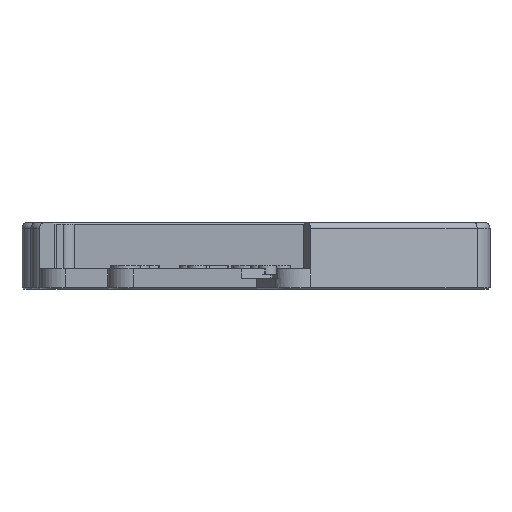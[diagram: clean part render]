
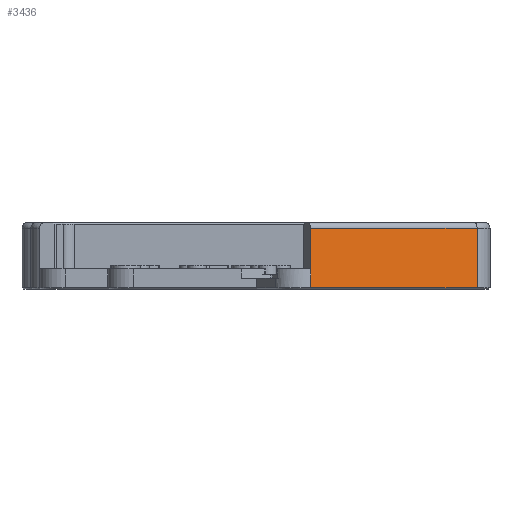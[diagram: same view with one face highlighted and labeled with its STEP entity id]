
A CAD part, left-side view. The second image highlights one B-rep face of the part: STEP entity #3436.
In plain terms, the highlighted planar face has unit normal (-0.866, -0.5, 0).
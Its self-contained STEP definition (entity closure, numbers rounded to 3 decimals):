
#349=FACE_OUTER_BOUND('',#569,.T.);
#569=EDGE_LOOP('',(#2392,#2393,#2394,#2395,#2396));
#814=LINE('',#5210,#1138);
#856=LINE('',#5339,#1180);
#857=LINE('',#5341,#1181);
#858=LINE('',#5343,#1182);
#859=LINE('',#5344,#1183);
#1138=VECTOR('',#4071,10.);
#1180=VECTOR('',#4201,10.);
#1181=VECTOR('',#4202,10.);
#1182=VECTOR('',#4203,10.);
#1183=VECTOR('',#4204,10.);
#1466=VERTEX_POINT('',#5200);
#1468=VERTEX_POINT('',#5206);
#1504=VERTEX_POINT('',#5338);
#1505=VERTEX_POINT('',#5340);
#1506=VERTEX_POINT('',#5342);
#1785=EDGE_CURVE('',#1466,#1468,#814,.T.);
#1849=EDGE_CURVE('',#1504,#1466,#856,.T.);
#1850=EDGE_CURVE('',#1505,#1504,#857,.T.);
#1851=EDGE_CURVE('',#1505,#1506,#858,.T.);
#1852=EDGE_CURVE('',#1506,#1468,#859,.T.);
#2392=ORIENTED_EDGE('',*,*,#1785,.F.);
#2393=ORIENTED_EDGE('',*,*,#1849,.F.);
#2394=ORIENTED_EDGE('',*,*,#1850,.F.);
#2395=ORIENTED_EDGE('',*,*,#1851,.T.);
#2396=ORIENTED_EDGE('',*,*,#1852,.T.);
#3310=PLANE('',#3684);
#3436=ADVANCED_FACE('',(#349),#3310,.T.);
#3684=AXIS2_PLACEMENT_3D('',#5337,#4199,#4200);
#4071=DIRECTION('',(-0.5,0.866,0.));
#4199=DIRECTION('center_axis',(-0.866,-0.5,0.));
#4200=DIRECTION('ref_axis',(-0.5,0.866,0.));
#4201=DIRECTION('',(0.,0.,-1.));
#4202=DIRECTION('',(0.5,-0.866,0.));
#4203=DIRECTION('',(0.,0.,-1.));
#4204=DIRECTION('',(0.,0.,-1.));
#5200=CARTESIAN_POINT('',(124.172,-203.588,-6.));
#5206=CARTESIAN_POINT('',(98.122,-158.468,-6.));
#5210=CARTESIAN_POINT('',(121.734,-199.365,-6.));
#5337=CARTESIAN_POINT('Origin',(124.172,-203.588,-2.5));
#5338=CARTESIAN_POINT('',(124.172,-203.588,10.1));
#5339=CARTESIAN_POINT('',(124.172,-203.588,-2.5));
#5340=CARTESIAN_POINT('',(98.122,-158.468,10.1));
#5341=CARTESIAN_POINT('',(106.332,-172.689,10.1));
#5342=CARTESIAN_POINT('',(98.122,-158.468,-0.9));
#5343=CARTESIAN_POINT('',(98.122,-158.468,-2.5));
#5344=CARTESIAN_POINT('',(98.122,-158.468,-2.5));
